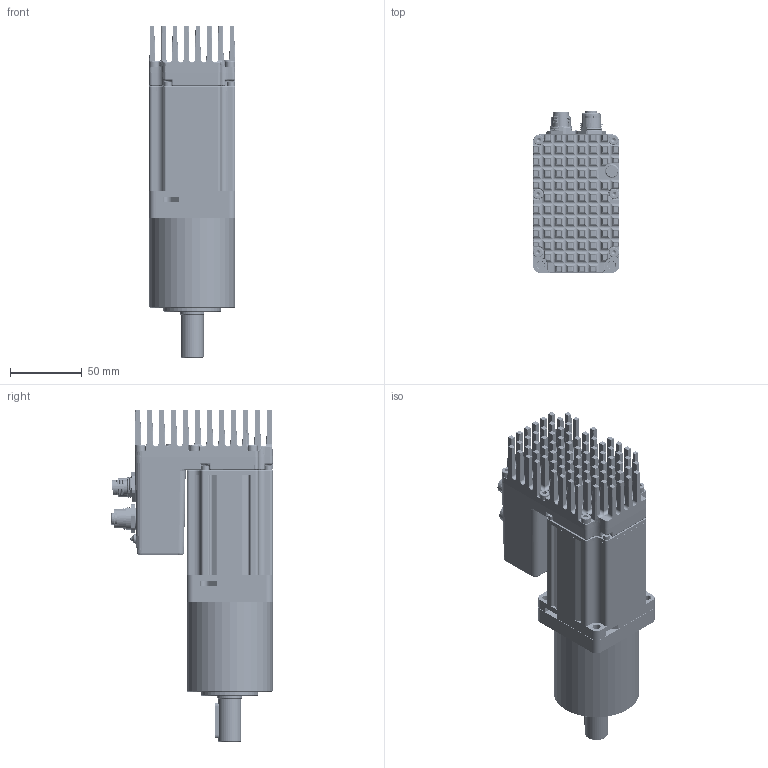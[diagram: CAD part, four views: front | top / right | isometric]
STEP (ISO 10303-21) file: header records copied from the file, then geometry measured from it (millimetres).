
FILE_DESCRIPTION (( 'STEP AP203' ), '1' );
FILE_NAME ('MDX 400W IP65 20±È³¤.STEP', '2019-01-04T06:59:00', ( '' ), ( '' ), 'SwSTEP 2.0', 'SolidWorks 2015', '' );
FILE_SCHEMA (( 'CONFIG_CONTROL_DESIGN' ));
Length unit declared in the file: millimetre
Products named in the file (1): MDX 400W IP65 20掀酗
Bounding box: 60.17 x 112.6 x 231.8 mm (x, y, z)
Surface area: 189752.9 mm2 (no closed solid volume)
Topology: 0 solids, 415 shells, 6367 faces, 16701 edges, 10504 vertices
Faces by surface type: cylinder 2189, plane 1855, bspline 1382, cone 424, sphere 316, torus 201
Entity records: 282611 total; most frequent: CARTESIAN_POINT 141589, ORIENTED_EDGE 30142, DIRECTION 26372, EDGE_CURVE 16200, VERTEX_POINT 10482, AXIS2_PLACEMENT_3D 9727, VECTOR 6918, LINE 6918
